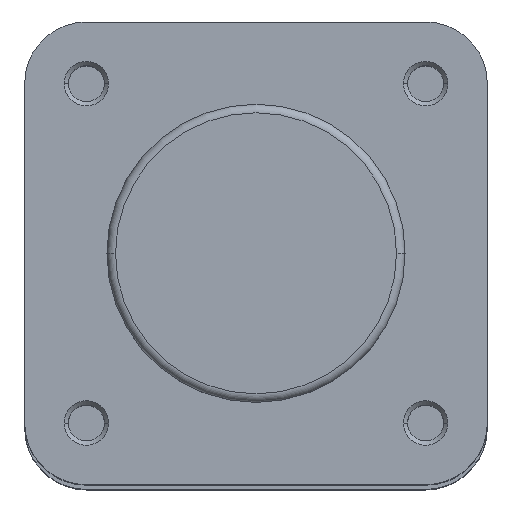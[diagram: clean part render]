
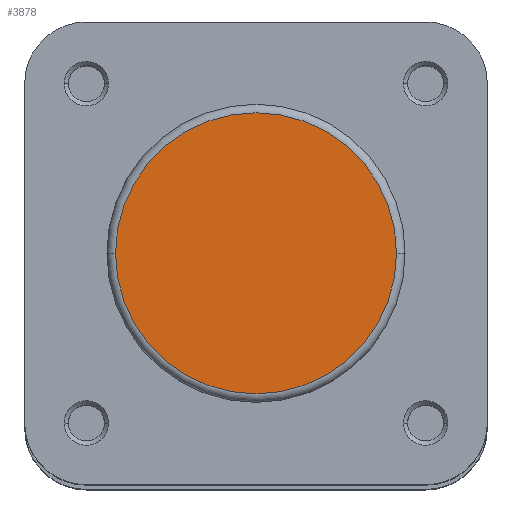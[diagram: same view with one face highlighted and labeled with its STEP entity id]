
A CAD part, top view. The second image highlights one B-rep face of the part: STEP entity #3878.
In plain terms, the highlighted planar face has unit normal (0, 0, 1).
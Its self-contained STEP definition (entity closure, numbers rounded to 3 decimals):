
#312 = ORIENTED_EDGE ( 'NONE', *, *, #2082, .T. ) ;
#313 = ORIENTED_EDGE ( 'NONE', *, *, #2111, .T. ) ;
#621 = EDGE_LOOP ( 'NONE', ( #313, #312 ) ) ;
#872 = DIRECTION ( 'NONE',  ( 0., 0., 1. ) ) ;
#973 = DIRECTION ( 'NONE',  ( 0., 0., 1. ) ) ;
#975 = DIRECTION ( 'NONE',  ( -1., 0., 0. ) ) ;
#979 = CARTESIAN_POINT ( 'NONE',  ( 0., 0., 0. ) ) ;
#1035 = CARTESIAN_POINT ( 'NONE',  ( 0., 0., 0. ) ) ;
#1114 = CIRCLE ( 'NONE', #2478, 16.4 ) ;
#1189 = CIRCLE ( 'NONE', #4453, 16.4 ) ;
#1976 = FACE_OUTER_BOUND ( 'NONE', #621, .T. ) ;
#2082 = EDGE_CURVE ( 'NONE', #4186, #4327, #1114, .T. ) ;
#2111 = EDGE_CURVE ( 'NONE', #4327, #4186, #1189, .T. ) ;
#2478 = AXIS2_PLACEMENT_3D ( 'NONE', #979, #973, #975 ) ;
#3235 = CARTESIAN_POINT ( 'NONE',  ( 0., 17.4, 0. ) ) ;
#3236 = PLANE ( 'NONE',  #4687 ) ;
#3238 = DIRECTION ( 'NONE',  ( 0., 0., -1. ) ) ;
#3239 = DIRECTION ( 'NONE',  ( -1., 0., 0. ) ) ;
#3617 = CARTESIAN_POINT ( 'NONE',  ( 16.4, 0., 0. ) ) ;
#3737 = CARTESIAN_POINT ( 'NONE',  ( -16.4, 0., 0. ) ) ;
#3878 = ADVANCED_FACE ( 'NONE', ( #1976 ), #3236, .F. ) ;
#4186 = VERTEX_POINT ( 'NONE', #3617 ) ;
#4327 = VERTEX_POINT ( 'NONE', #3737 ) ;
#4453 = AXIS2_PLACEMENT_3D ( 'NONE', #1035, #872, #4723 ) ;
#4687 = AXIS2_PLACEMENT_3D ( 'NONE', #3235, #3238, #3239 ) ;
#4723 = DIRECTION ( 'NONE',  ( -1., 0., 0. ) ) ;
